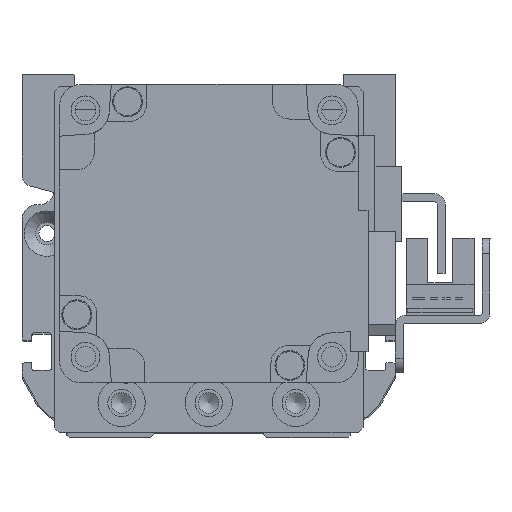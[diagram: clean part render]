
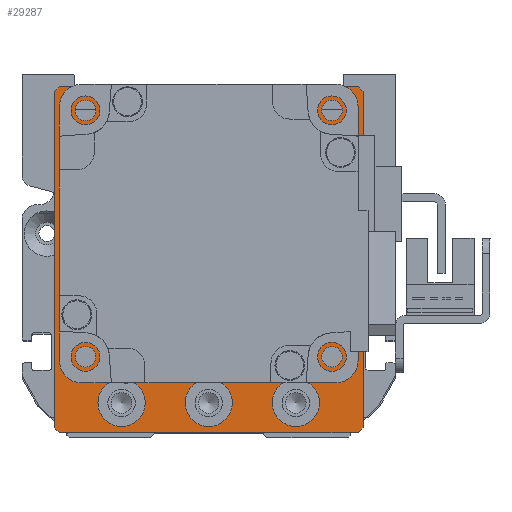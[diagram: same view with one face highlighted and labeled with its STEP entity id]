
A CAD part, left-side view. The second image highlights one B-rep face of the part: STEP entity #29287.
In plain terms, the highlighted face is planar.
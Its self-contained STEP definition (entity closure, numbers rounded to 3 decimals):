
#915=FACE_BOUND('',#5773,.T.);
#916=FACE_BOUND('',#5774,.T.);
#917=FACE_BOUND('',#5775,.T.);
#918=FACE_BOUND('',#5776,.T.);
#919=FACE_BOUND('',#5777,.T.);
#920=FACE_BOUND('',#5778,.T.);
#921=FACE_BOUND('',#5779,.T.);
#922=FACE_BOUND('',#5780,.T.);
#1664=PLANE('',#32895);
#3782=FACE_OUTER_BOUND('',#5772,.T.);
#5772=EDGE_LOOP('',(#26418,#26419,#26420,#26421,#26422,#26423,#26424,#26425));
#5773=EDGE_LOOP('',(#26426));
#5774=EDGE_LOOP('',(#26427));
#5775=EDGE_LOOP('',(#26428));
#5776=EDGE_LOOP('',(#26429));
#5777=EDGE_LOOP('',(#26430));
#5778=EDGE_LOOP('',(#26431));
#5779=EDGE_LOOP('',(#26432));
#5780=EDGE_LOOP('',(#26433));
#8072=LINE('',#50582,#10423);
#8075=LINE('',#50587,#10426);
#8077=LINE('',#50591,#10428);
#8079=LINE('',#50595,#10430);
#8081=LINE('',#50600,#10432);
#8083=LINE('',#50603,#10434);
#8084=LINE('',#50605,#10435);
#8085=LINE('',#50606,#10436);
#10423=VECTOR('',#41063,10.);
#10426=VECTOR('',#41068,10.);
#10428=VECTOR('',#41072,10.);
#10430=VECTOR('',#41076,10.);
#10432=VECTOR('',#41080,10.);
#10434=VECTOR('',#41084,10.);
#10435=VECTOR('',#41085,10.);
#10436=VECTOR('',#41086,10.);
#12309=CIRCLE('',#32896,25.);
#12310=CIRCLE('',#32897,2.067);
#12311=CIRCLE('',#32898,2.067);
#12312=CIRCLE('',#32899,2.067);
#12313=CIRCLE('',#32900,2.067);
#12314=CIRCLE('',#32901,4.75);
#12315=CIRCLE('',#32902,4.75);
#12316=CIRCLE('',#32903,4.75);
#14839=VERTEX_POINT('',#50579);
#14840=VERTEX_POINT('',#50581);
#14841=VERTEX_POINT('',#50585);
#14842=VERTEX_POINT('',#50589);
#14843=VERTEX_POINT('',#50593);
#14844=VERTEX_POINT('',#50597);
#14845=VERTEX_POINT('',#50599);
#14846=VERTEX_POINT('',#50604);
#14847=VERTEX_POINT('',#50607);
#14848=VERTEX_POINT('',#50609);
#14849=VERTEX_POINT('',#50611);
#14850=VERTEX_POINT('',#50613);
#14851=VERTEX_POINT('',#50615);
#14852=VERTEX_POINT('',#50617);
#14853=VERTEX_POINT('',#50619);
#14854=VERTEX_POINT('',#50621);
#18768=EDGE_CURVE('',#14839,#14840,#8072,.T.);
#18771=EDGE_CURVE('',#14839,#14841,#8075,.T.);
#18773=EDGE_CURVE('',#14842,#14841,#8077,.T.);
#18775=EDGE_CURVE('',#14842,#14843,#8079,.T.);
#18777=EDGE_CURVE('',#14844,#14845,#8081,.T.);
#18779=EDGE_CURVE('',#14844,#14840,#8083,.T.);
#18780=EDGE_CURVE('',#14846,#14843,#8084,.T.);
#18781=EDGE_CURVE('',#14846,#14845,#8085,.T.);
#18782=EDGE_CURVE('',#14847,#14847,#12309,.T.);
#18783=EDGE_CURVE('',#14848,#14848,#12310,.T.);
#18784=EDGE_CURVE('',#14849,#14849,#12311,.T.);
#18785=EDGE_CURVE('',#14850,#14850,#12312,.T.);
#18786=EDGE_CURVE('',#14851,#14851,#12313,.T.);
#18787=EDGE_CURVE('',#14852,#14852,#12314,.T.);
#18788=EDGE_CURVE('',#14853,#14853,#12315,.T.);
#18789=EDGE_CURVE('',#14854,#14854,#12316,.T.);
#26418=ORIENTED_EDGE('',*,*,#18777,.F.);
#26419=ORIENTED_EDGE('',*,*,#18779,.T.);
#26420=ORIENTED_EDGE('',*,*,#18768,.F.);
#26421=ORIENTED_EDGE('',*,*,#18771,.T.);
#26422=ORIENTED_EDGE('',*,*,#18773,.F.);
#26423=ORIENTED_EDGE('',*,*,#18775,.T.);
#26424=ORIENTED_EDGE('',*,*,#18780,.F.);
#26425=ORIENTED_EDGE('',*,*,#18781,.T.);
#26426=ORIENTED_EDGE('',*,*,#18782,.T.);
#26427=ORIENTED_EDGE('',*,*,#18783,.T.);
#26428=ORIENTED_EDGE('',*,*,#18784,.T.);
#26429=ORIENTED_EDGE('',*,*,#18785,.T.);
#26430=ORIENTED_EDGE('',*,*,#18786,.T.);
#26431=ORIENTED_EDGE('',*,*,#18787,.T.);
#26432=ORIENTED_EDGE('',*,*,#18788,.T.);
#26433=ORIENTED_EDGE('',*,*,#18789,.T.);
#29287=ADVANCED_FACE('',(#3782,#915,#916,#917,#918,#919,#920,#921,#922),
#1664,.T.);
#32895=AXIS2_PLACEMENT_3D('',#50602,#41082,#41083);
#32896=AXIS2_PLACEMENT_3D('',#50608,#41087,#41088);
#32897=AXIS2_PLACEMENT_3D('',#50610,#41089,#41090);
#32898=AXIS2_PLACEMENT_3D('',#50612,#41091,#41092);
#32899=AXIS2_PLACEMENT_3D('',#50614,#41093,#41094);
#32900=AXIS2_PLACEMENT_3D('',#50616,#41095,#41096);
#32901=AXIS2_PLACEMENT_3D('',#50618,#41097,#41098);
#32902=AXIS2_PLACEMENT_3D('',#50620,#41099,#41100);
#32903=AXIS2_PLACEMENT_3D('',#50622,#41101,#41102);
#41063=DIRECTION('',(-0.707,-0.707,0.));
#41068=DIRECTION('',(0.,1.,0.));
#41072=DIRECTION('',(0.707,-0.707,0.));
#41076=DIRECTION('',(-1.,0.,0.));
#41080=DIRECTION('',(-0.707,0.707,0.));
#41082=DIRECTION('center_axis',(0.,0.,1.));
#41083=DIRECTION('ref_axis',(1.,0.,0.));
#41084=DIRECTION('',(1.,0.,0.));
#41085=DIRECTION('',(0.707,0.707,0.));
#41086=DIRECTION('',(0.,-1.,0.));
#41087=DIRECTION('center_axis',(0.,0.,-1.));
#41088=DIRECTION('ref_axis',(1.,0.,0.));
#41089=DIRECTION('center_axis',(0.,0.,-1.));
#41090=DIRECTION('ref_axis',(1.,0.,0.));
#41091=DIRECTION('center_axis',(0.,0.,-1.));
#41092=DIRECTION('ref_axis',(1.,0.,0.));
#41093=DIRECTION('center_axis',(0.,0.,-1.));
#41094=DIRECTION('ref_axis',(1.,0.,0.));
#41095=DIRECTION('center_axis',(0.,0.,-1.));
#41096=DIRECTION('ref_axis',(1.,0.,0.));
#41097=DIRECTION('center_axis',(0.,0.,-1.));
#41098=DIRECTION('ref_axis',(1.,0.,0.));
#41099=DIRECTION('center_axis',(0.,0.,-1.));
#41100=DIRECTION('ref_axis',(1.,0.,0.));
#41101=DIRECTION('center_axis',(0.,0.,-1.));
#41102=DIRECTION('ref_axis',(1.,0.,0.));
#50579=CARTESIAN_POINT('',(31.,-33.75,59.));
#50581=CARTESIAN_POINT('',(30.,-34.75,59.));
#50582=CARTESIAN_POINT('',(31.438,-33.313,59.));
#50585=CARTESIAN_POINT('',(31.,33.75,59.));
#50587=CARTESIAN_POINT('',(31.,-34.75,59.));
#50589=CARTESIAN_POINT('',(30.,34.75,59.));
#50591=CARTESIAN_POINT('',(31.438,33.313,59.));
#50593=CARTESIAN_POINT('',(-30.,34.75,59.));
#50595=CARTESIAN_POINT('',(31.,34.75,59.));
#50597=CARTESIAN_POINT('',(-30.,-34.75,59.));
#50599=CARTESIAN_POINT('',(-31.,-33.75,59.));
#50600=CARTESIAN_POINT('',(-31.438,-33.313,59.));
#50602=CARTESIAN_POINT('Origin',(0.,0.,
59.));
#50603=CARTESIAN_POINT('',(-31.,-34.75,59.));
#50604=CARTESIAN_POINT('',(-31.,33.75,59.));
#50605=CARTESIAN_POINT('',(-31.438,33.313,59.));
#50606=CARTESIAN_POINT('',(-31.,34.75,59.));
#50607=CARTESIAN_POINT('',(-25.,5.25,59.));
#50608=CARTESIAN_POINT('Origin',(0.,5.25,59.));
#50609=CARTESIAN_POINT('',(22.682,-19.499,59.));
#50610=CARTESIAN_POINT('Origin',(24.749,-19.499,59.));
#50611=CARTESIAN_POINT('',(22.682,29.999,59.));
#50612=CARTESIAN_POINT('Origin',(24.749,29.999,59.));
#50613=CARTESIAN_POINT('',(-26.816,29.999,59.));
#50614=CARTESIAN_POINT('Origin',(-24.749,29.999,59.));
#50615=CARTESIAN_POINT('',(-26.816,-19.499,59.));
#50616=CARTESIAN_POINT('Origin',(-24.749,-19.499,59.));
#50617=CARTESIAN_POINT('',(12.75,-28.75,59.));
#50618=CARTESIAN_POINT('Origin',(17.5,-28.75,59.));
#50619=CARTESIAN_POINT('',(-4.75,-28.75,59.));
#50620=CARTESIAN_POINT('Origin',(0.,-28.75,59.));
#50621=CARTESIAN_POINT('',(-22.25,-28.75,59.));
#50622=CARTESIAN_POINT('Origin',(-17.5,-28.75,59.));
